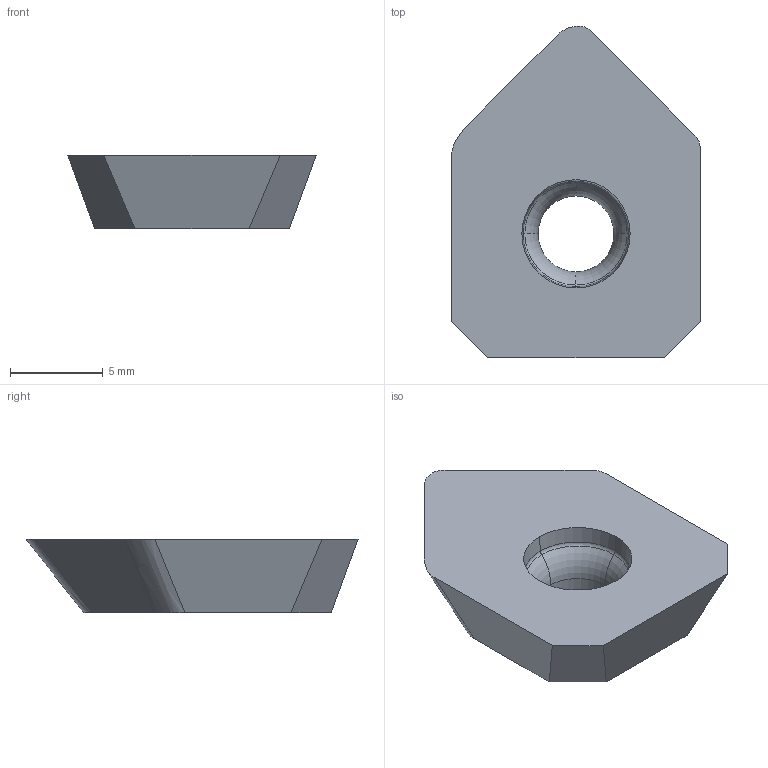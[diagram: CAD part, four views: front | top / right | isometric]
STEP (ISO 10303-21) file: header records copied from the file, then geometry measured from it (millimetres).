
FILE_DESCRIPTION(/* description */ (''),/* implementation_level */ '2;1');
FILE_NAME(/* name */ 'aaa332142_a.stp',/* time_stamp */ '2019-05-21T11:23:19+02:00',/* author */ (''),/* organization */ ('SMS'),/* preprocessor_version */ 'ST-DEVELOPER v15',/* originating_system */ 'SIEMENS PLM Software NX 8.5',/* authorisation */ '');
FILE_SCHEMA (('AUTOMOTIVE_DESIGN { 1 0 10303 214 3 1 1 1 }'));
Length unit declared in the file: millimetre
Products named in the file (1): AAA332142_A
Bounding box: 13.4 x 17.91 x 3.97 mm (x, y, z)
Volume: 535.2 mm3; surface area: 534.8 mm2
Topology: 1 solids, 1 shells, 41 faces, 96 edges, 59 vertices
Faces by surface type: plane 12, torus 12, cone 9, cylinder 5, bspline 3
Entity records: 1587 total; most frequent: CARTESIAN_POINT 604, DIRECTION 204, ORIENTED_EDGE 190, EDGE_CURVE 95, AXIS2_PLACEMENT_3D 85, VERTEX_POINT 56, EDGE_LOOP 43, CIRCLE 42
